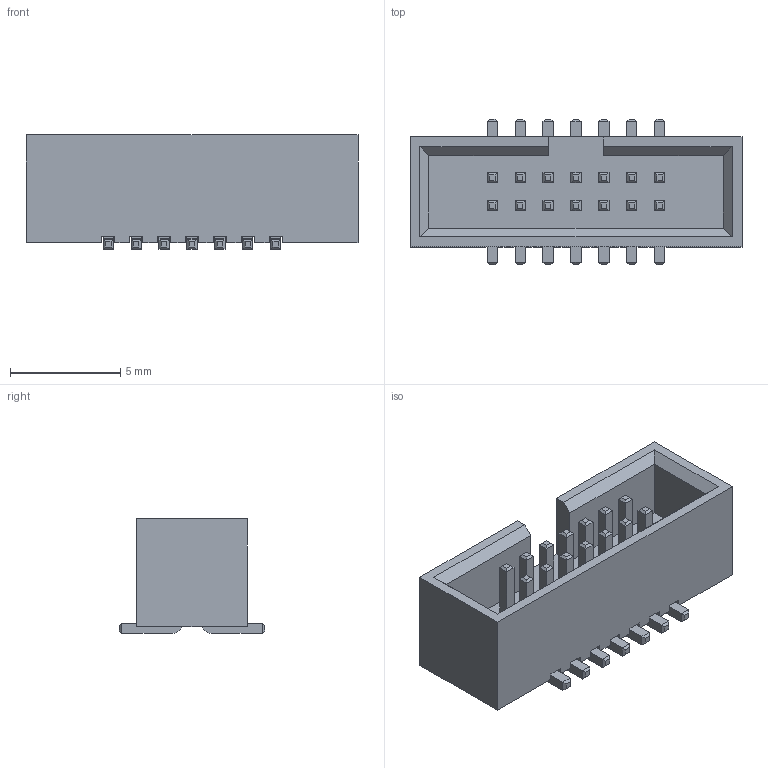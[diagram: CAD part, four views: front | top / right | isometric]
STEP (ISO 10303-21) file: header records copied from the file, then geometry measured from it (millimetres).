
FILE_DESCRIPTION (( 'STEP AP214' ), '1' );
FILE_NAME ('User Library-KLS1-202C-14-T-B.STEP', '2022-03-05T15:46:33', ( '' ), ( '' ), 'SwSTEP 2.0', 'SolidWorks 2021', '' );
FILE_SCHEMA (( 'AUTOMOTIVE_DESIGN' ));
Length unit declared in the file: millimetre
Products named in the file (1): User Library-KLS1-202C-14-T-B
Bounding box: 15.09 x 6.6 x 5.2 mm (x, y, z)
Volume: 238.5 mm3; surface area: 641 mm2
Topology: 15 solids, 15 shells, 299 faces, 691 edges, 422 vertices
Faces by surface type: plane 271, cylinder 28
Entity records: 8353 total; most frequent: CARTESIAN_POINT 1413, ORIENTED_EDGE 1382, DIRECTION 1347, EDGE_CURVE 691, VECTOR 635, LINE 635, VERTEX_POINT 422, AXIS2_PLACEMENT_3D 356
